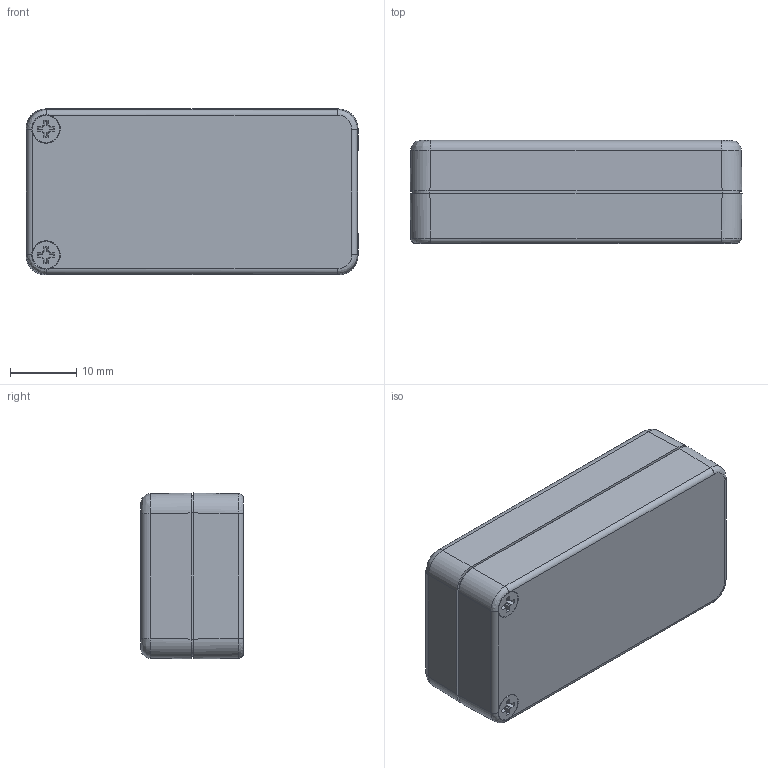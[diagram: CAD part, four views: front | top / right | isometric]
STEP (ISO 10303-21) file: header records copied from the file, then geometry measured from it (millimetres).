
FILE_DESCRIPTION(/* description */ (''),/* implementation_level */ '2;1');
FILE_NAME(/* name */ '1551USB2.stp',/* time_stamp */ '2016-11-23T08:42:09-05:00',/* author */ ('mbeerman'),/* organization */ (''),/* preprocessor_version */ 'ST-DEVELOPER v16.1',/* originating_system */ 'Autodesk Inventor 2016',/* authorisation */ '');
FILE_SCHEMA (('AUTOMOTIVE_DESIGN { 1 0 10303 214 3 1 1 }'));
Products named in the file (4): 1551USB2 Bottom; 1551USB2 Top; #17332; 1551USB2
Assembly tree (2 placements, depth 2):
  #17332
  1551USB2
    1551USB2 Bottom
    1551USB2 Top
Bounding box: 50 x 15.5 x 25 mm (x, y, z)
Volume: 7223.9 mm3; surface area: 9313.3 mm2
Topology: 4 solids, 4 shells, 527 faces, 1394 edges, 898 vertices
Faces by surface type: plane 286, bspline 127, cylinder 72, cone 24, sphere 14, torus 4
Full cylindrical faces by diameter (mm): 1.6 x4, 2.184 x2, 2.5 x2, 4.14 x2, 4.3 x2
Entity records: 17331 total; most frequent: CARTESIAN_POINT 5709, ORIENTED_EDGE 2594, DIRECTION 1992, EDGE_CURVE 1297, LINE 848, VECTOR 848, VERTEX_POINT 847, AXIS2_PLACEMENT_3D 572
